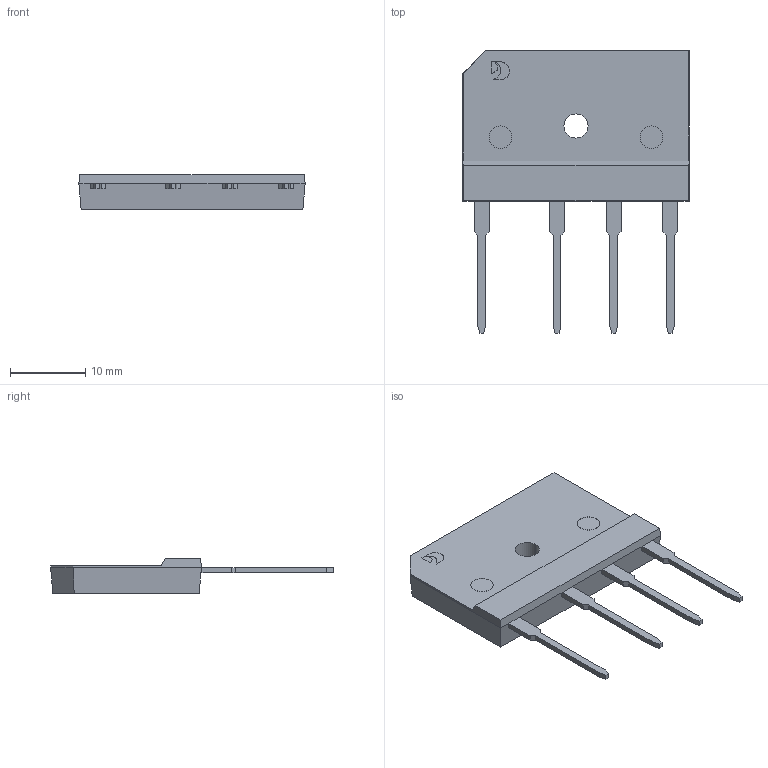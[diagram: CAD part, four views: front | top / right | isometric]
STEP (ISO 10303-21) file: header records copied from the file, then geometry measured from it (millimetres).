
FILE_DESCRIPTION (( 'STEP AP214' ), '1' );
FILE_NAME ('GBJ_par.STEP', '2018-11-28T01:47:56', ( '微软用户' ), ( '微软中国' ), 'SwSTEP 2.0', 'SolidWorks 2018', '' );
FILE_SCHEMA (( 'AUTOMOTIVE_DESIGN' ));
Length unit declared in the file: millimetre
Products named in the file (1): GBJ_par
Bounding box: 30 x 37.5 x 4.6 mm (x, y, z)
Volume: 2296.5 mm3; surface area: 1856.3 mm2
Topology: 1 solids, 1 shells, 67 faces, 180 edges, 118 vertices
Faces by surface type: plane 61, cylinder 6
Entity records: 2384 total; most frequent: CARTESIAN_POINT 415, ORIENTED_EDGE 360, DIRECTION 321, EDGE_CURVE 180, VECTOR 161, LINE 161, VERTEX_POINT 118, AXIS2_PLACEMENT_3D 80
